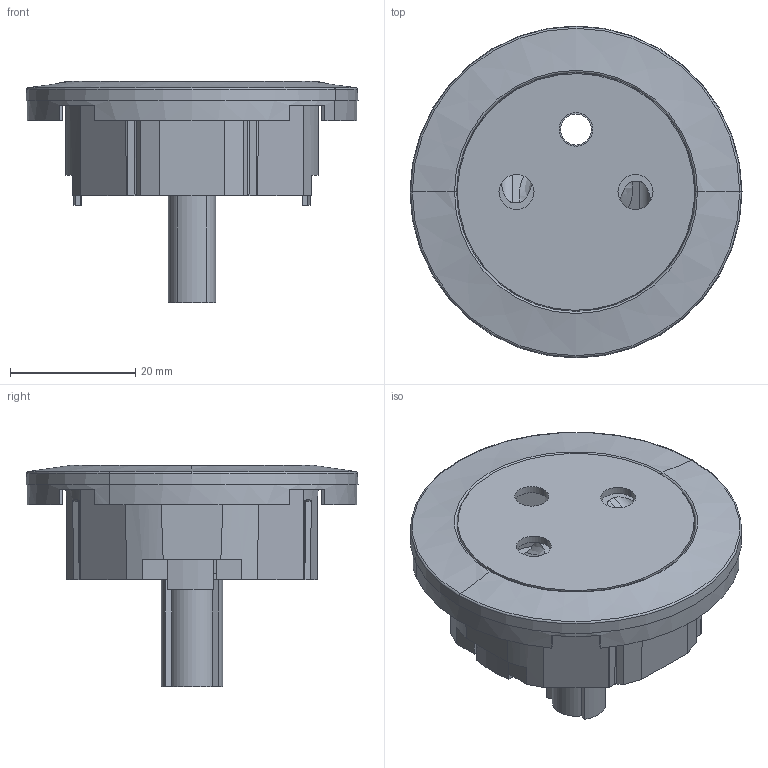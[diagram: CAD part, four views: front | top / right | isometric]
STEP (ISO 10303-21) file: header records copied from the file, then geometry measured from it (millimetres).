
FILE_DESCRIPTION(('CATIA V5 STEP Exchange','CAx-IF Rec.Pracs.--- Model Styling and Organization---1.5--- 2016-08-15','CAx-IF Rec.Pracs.---Supplemental Geometry---1.0---2011-11-01','CAx-IF Rec.Pracs.--- Composite Materials ---1.1---2010-07-15'),'2;1');
FILE_NAME('CB0119_A.stp','2024-02-28T12:53:13+00:00',('none'),('none'),'CATIA Version 5-6 Release 2020 SP3','CATIA V5 STEP AP214 v2','none');
FILE_SCHEMA(('AUTOMOTIVE_DESIGN { 1 0 10303 214 1 1 1 1 }'));
Length unit declared in the file: millimetre
Products named in the file (1): T003253_A _AllCATPart
Bounding box: 53 x 53 x 35.3 mm (x, y, z)
Volume: 8305.3 mm3; surface area: 14420.1 mm2
Topology: 3 solids, 3 shells, 200 faces, 575 edges, 379 vertices
Faces by surface type: plane 111, cylinder 61, cone 12, torus 6, revolution 4, sphere 4, bspline 2
Entity records: 6793 total; most frequent: CARTESIAN_POINT 1815, ORIENTED_EDGE 1134, DIRECTION 813, EDGE_CURVE 567, VERTEX_POINT 374, AXIS2_PLACEMENT_3D 344, VECTOR 304, LINE 304
